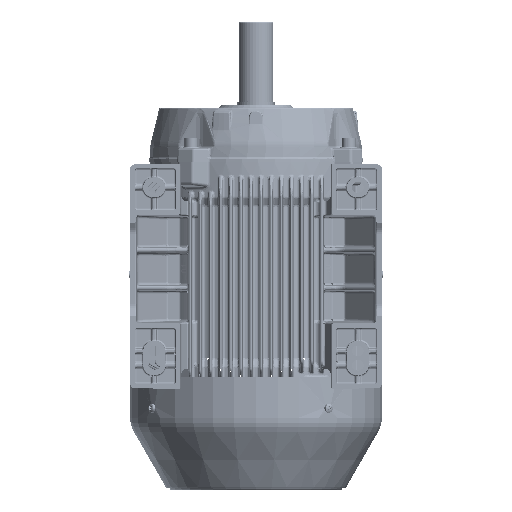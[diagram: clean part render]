
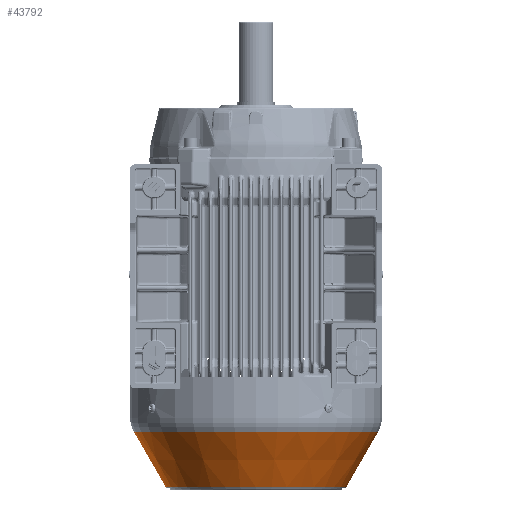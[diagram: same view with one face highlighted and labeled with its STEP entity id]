
A CAD part, front view. The second image highlights one B-rep face of the part: STEP entity #43792.
In plain terms, the highlighted conical face has half-angle 30 degrees and reference radius 157.357 mm.
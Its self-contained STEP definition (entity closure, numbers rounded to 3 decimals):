
#5130=CONICAL_SURFACE('',#161405,157.357,30.);
#43792=ADVANCED_FACE('',(#54684,#54685),#5130,.T.);
#54100=CIRCLE('',#161402,213.301);
#54101=CIRCLE('',#161404,157.357);
#54684=FACE_BOUND('',#62055,.T.);
#54685=FACE_BOUND('',#62056,.T.);
#62055=EDGE_LOOP('',(#99404));
#62056=EDGE_LOOP('',(#99405));
#99404=ORIENTED_EDGE('',*,*,#141690,.T.);
#99405=ORIENTED_EDGE('',*,*,#141691,.F.);
#120068=VERTEX_POINT('',#299288);
#120069=VERTEX_POINT('',#299291);
#141690=EDGE_CURVE('',#120068,#120068,#54100,.T.);
#141691=EDGE_CURVE('',#120069,#120069,#54101,.T.);
#161402=AXIS2_PLACEMENT_3D('',#299287,#190640,#190641);
#161404=AXIS2_PLACEMENT_3D('',#299290,#190644,#190645);
#161405=AXIS2_PLACEMENT_3D('',#299292,#190646,#190647);
#190640=DIRECTION('',(0.,0.,-1.));
#190641=DIRECTION('',(-1.,0.,0.));
#190644=DIRECTION('',(0.,0.,-1.));
#190645=DIRECTION('',(-1.,0.,0.));
#190646=DIRECTION('',(0.,0.,1.));
#190647=DIRECTION('',(1.,0.,0.));
#299287=CARTESIAN_POINT('',(0.,0.,-576.603));
#299288=CARTESIAN_POINT('',(-213.301,0.,-576.603));
#299290=CARTESIAN_POINT('',(0.,0.,-673.5));
#299291=CARTESIAN_POINT('',(-157.357,0.,-673.5));
#299292=CARTESIAN_POINT('',(0.,0.,-673.5));
